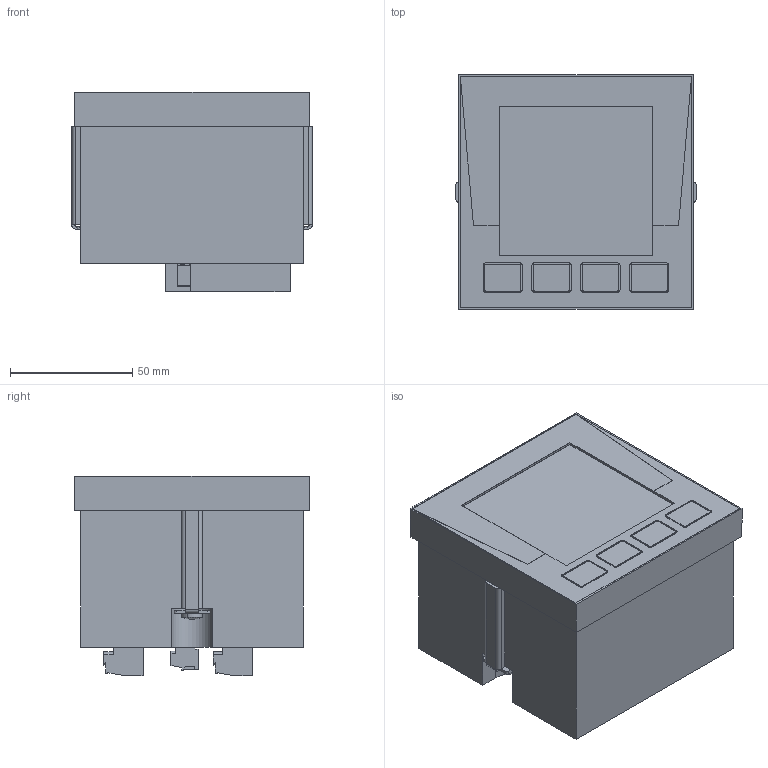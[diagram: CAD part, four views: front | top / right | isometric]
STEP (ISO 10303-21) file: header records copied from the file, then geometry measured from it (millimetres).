
FILE_DESCRIPTION(('CATIA V5R24 STEP','CAx-IF Rec.Pracs.--- Model Styling and Organization---1.2---2011-12-15'),'2;1');
FILE_NAME ('9506444_4_1470260000_S3D_POWER_MONITOR_51A.stp','2018-05-04T11:58:47+00:00',('none'),('Weidmueller'),'CATIA Version 5-6 Release 2014 SP4','CATIA V5 STEP AP214','none');
FILE_SCHEMA(('AUTOMOTIVE_DESIGN { 1 0 10303 214 1 1 1 1 }'));
Products named in the file (1): 1470260000
Bounding box: 98.2 x 96 x 81.7 mm (x, y, z)
Volume: 592086.2 mm3; surface area: 85361.7 mm2
Topology: 38 solids, 38 shells, 1751 faces, 4912 edges, 3347 vertices
Faces by surface type: plane 1342, cylinder 299, extrusion 74, cone 32, torus 4
Entity records: 55880 total; most frequent: CARTESIAN_POINT 12250, ORIENTED_EDGE 9824, DIRECTION 6536, EDGE_CURVE 4912, VECTOR 3794, LINE 3720, VERTEX_POINT 3347, EDGE_LOOP 1869
